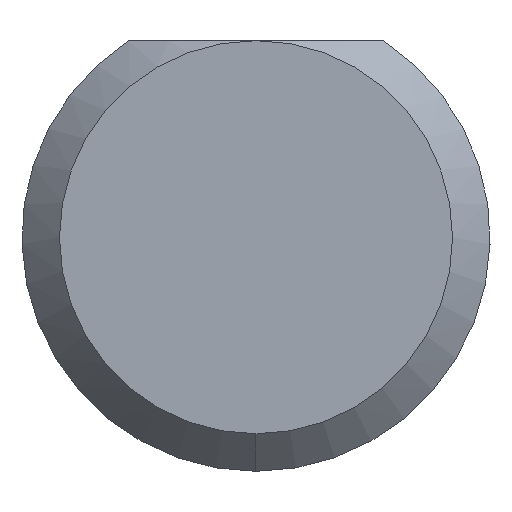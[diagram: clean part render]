
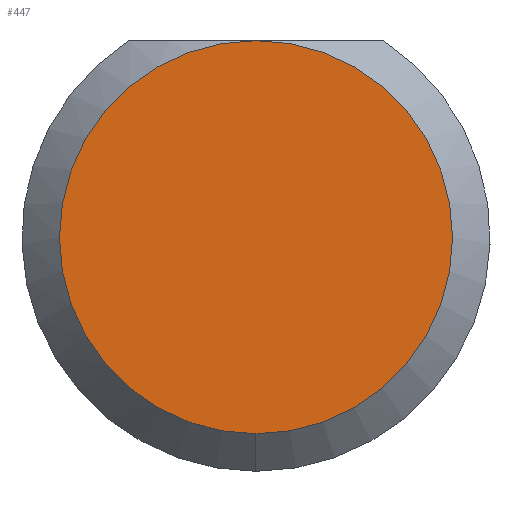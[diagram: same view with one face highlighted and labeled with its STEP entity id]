
A CAD part, left-side view. The second image highlights one B-rep face of the part: STEP entity #447.
In plain terms, the highlighted planar face has unit normal (-1, 0, 0).
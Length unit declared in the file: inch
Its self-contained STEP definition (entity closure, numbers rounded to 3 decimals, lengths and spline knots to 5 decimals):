
#1 = FACE_OUTER_BOUND ( 'NONE', #426, .T. ) ;
#61 = CIRCLE ( 'NONE', #613, 0.05235 ) ;
#170 = DIRECTION ( 'NONE',  ( 0., 0., -1. ) ) ;
#251 = DIRECTION ( 'NONE',  ( -1., 0., 0. ) ) ;
#273 = DIRECTION ( 'NONE',  ( 1., 0., 0. ) ) ;
#280 = PLANE ( 'NONE',  #673 ) ;
#319 = CARTESIAN_POINT ( 'NONE',  ( 0., 0., 0. ) ) ;
#346 = CARTESIAN_POINT ( 'NONE',  ( 0., 0., 0. ) ) ;
#350 = DIRECTION ( 'NONE',  ( 0., 0., -1. ) ) ;
#353 = CIRCLE ( 'NONE', #572, 0.05235 ) ;
#426 = EDGE_LOOP ( 'NONE', ( #588, #512 ) ) ;
#447 = ADVANCED_FACE ( 'NONE', ( #1 ), #280, .F. ) ;
#480 = VERTEX_POINT ( 'NONE', #603 ) ;
#512 = ORIENTED_EDGE ( 'NONE', *, *, #649, .T. ) ;
#541 = DIRECTION ( 'NONE',  ( 0., 0., -1. ) ) ;
#547 = EDGE_CURVE ( 'NONE', #480, #559, #353, .T. ) ;
#559 = VERTEX_POINT ( 'NONE', #571 ) ;
#571 = CARTESIAN_POINT ( 'NONE',  ( 0., 0., -0.05235 ) ) ;
#572 = AXIS2_PLACEMENT_3D ( 'NONE', #654, #606, #170 ) ;
#588 = ORIENTED_EDGE ( 'NONE', *, *, #547, .T. ) ;
#603 = CARTESIAN_POINT ( 'NONE',  ( 0., 0., 0.05235 ) ) ;
#606 = DIRECTION ( 'NONE',  ( -1., 0., 0. ) ) ;
#613 = AXIS2_PLACEMENT_3D ( 'NONE', #346, #251, #350 ) ;
#649 = EDGE_CURVE ( 'NONE', #559, #480, #61, .T. ) ;
#654 = CARTESIAN_POINT ( 'NONE',  ( 0., 0., 0. ) ) ;
#673 = AXIS2_PLACEMENT_3D ( 'NONE', #319, #273, #541 ) ;
